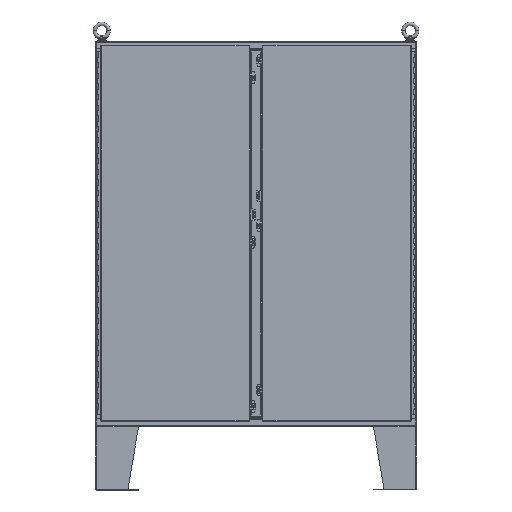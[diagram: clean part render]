
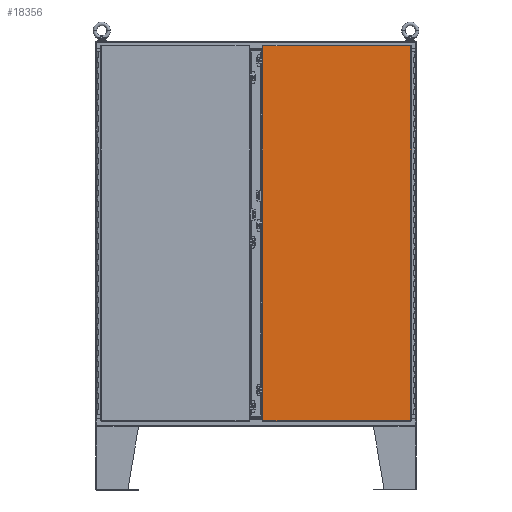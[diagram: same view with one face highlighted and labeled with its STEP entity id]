
A CAD part, front view. The second image highlights one B-rep face of the part: STEP entity #18356.
In plain terms, the highlighted planar face has unit normal (0, -1, 0).
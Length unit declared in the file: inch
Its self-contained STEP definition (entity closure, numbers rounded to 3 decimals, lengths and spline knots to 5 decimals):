
#8522 = VECTOR ( 'NONE', #53426, 39.37008 ) ;
#8675 = EDGE_CURVE ( 'NONE', #110771, #65328, #54163, .T. ) ;
#9814 = EDGE_CURVE ( 'NONE', #32644, #110771, #22329, .T. ) ;
#12232 = VECTOR ( 'NONE', #45999, 39.37008 ) ;
#12924 = CARTESIAN_POINT ( 'NONE',  ( 29.0135, -13.75, 35.2565 ) ) ;
#13184 = CARTESIAN_POINT ( 'NONE',  ( 1.2995, -13.75, 35.2565 ) ) ;
#15460 = LINE ( 'NONE', #119990, #101388 ) ;
#18356 = ADVANCED_FACE ( 'NONE', ( #34054 ), #121052, .F. ) ;
#18729 = ORIENTED_EDGE ( 'NONE', *, *, #37703, .F. ) ;
#19256 = EDGE_CURVE ( 'NONE', #65328, #69068, #15460, .T. ) ;
#22329 = LINE ( 'NONE', #12924, #74144 ) ;
#32644 = VERTEX_POINT ( 'NONE', #13184 ) ;
#34054 = FACE_OUTER_BOUND ( 'NONE', #82216, .T. ) ;
#35240 = LINE ( 'NONE', #61611, #8522 ) ;
#35373 = CARTESIAN_POINT ( 'NONE',  ( 29.0135, -13.75, -35.0445 ) ) ;
#37703 = EDGE_CURVE ( 'NONE', #69068, #32644, #35240, .T. ) ;
#44200 = CARTESIAN_POINT ( 'NONE',  ( 1.2995, -13.75, -35.0445 ) ) ;
#44217 = DIRECTION ( 'NONE',  ( -1., 0., 0. ) ) ;
#45999 = DIRECTION ( 'NONE',  ( 0., 0., -1. ) ) ;
#51112 = DIRECTION ( 'NONE',  ( 1., 0., 0. ) ) ;
#52219 = CARTESIAN_POINT ( 'NONE',  ( 29.0135, -13.75, -35.0445 ) ) ;
#53426 = DIRECTION ( 'NONE',  ( 0., 0., 1. ) ) ;
#54163 = LINE ( 'NONE', #35373, #12232 ) ;
#61611 = CARTESIAN_POINT ( 'NONE',  ( 1.2995, -13.75, -35.0445 ) ) ;
#62880 = DIRECTION ( 'NONE',  ( 0., 1., 0. ) ) ;
#63204 = AXIS2_PLACEMENT_3D ( 'NONE', #52219, #62880, #74076 ) ;
#65328 = VERTEX_POINT ( 'NONE', #110153 ) ;
#69068 = VERTEX_POINT ( 'NONE', #44200 ) ;
#74076 = DIRECTION ( 'NONE',  ( 0., 0., -1. ) ) ;
#74144 = VECTOR ( 'NONE', #51112, 39.37008 ) ;
#82216 = EDGE_LOOP ( 'NONE', ( #118737, #18729, #123201, #102256 ) ) ;
#101388 = VECTOR ( 'NONE', #44217, 39.37008 ) ;
#102256 = ORIENTED_EDGE ( 'NONE', *, *, #8675, .F. ) ;
#110153 = CARTESIAN_POINT ( 'NONE',  ( 29.0135, -13.75, -35.0445 ) ) ;
#110771 = VERTEX_POINT ( 'NONE', #120807 ) ;
#118737 = ORIENTED_EDGE ( 'NONE', *, *, #9814, .F. ) ;
#119990 = CARTESIAN_POINT ( 'NONE',  ( 29.0135, -13.75, -35.0445 ) ) ;
#120807 = CARTESIAN_POINT ( 'NONE',  ( 29.0135, -13.75, 35.2565 ) ) ;
#121052 = PLANE ( 'NONE',  #63204 ) ;
#123201 = ORIENTED_EDGE ( 'NONE', *, *, #19256, .F. ) ;
